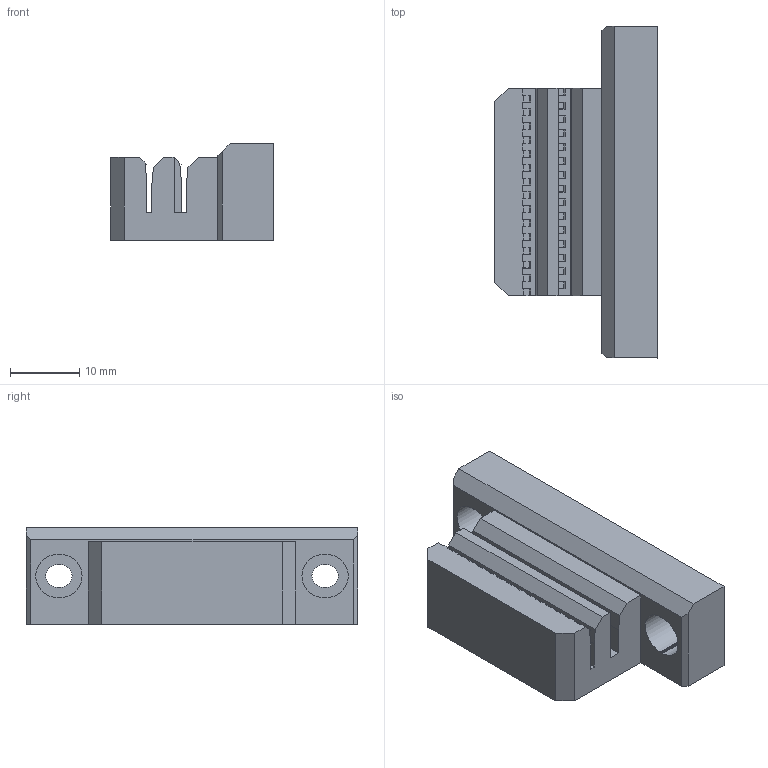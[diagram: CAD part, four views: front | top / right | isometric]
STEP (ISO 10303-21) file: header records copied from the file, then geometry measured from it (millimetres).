
FILE_DESCRIPTION (( 'STEP AP214' ), '1' );
FILE_NAME ('y-belt-holder(R2).STEP', '2018-02-12T21:11:08', ( '' ), ( '' ), 'SwSTEP 2.0', 'SolidWorks 2017', '' );
FILE_SCHEMA (( 'AUTOMOTIVE_DESIGN' ));
Length unit declared in the file: millimetre
Products named in the file (1): y-belt-holder(R2)
Bounding box: 23.5 x 48 x 14 mm (x, y, z)
Volume: 9633.2 mm3; surface area: 5104.6 mm2
Topology: 31 solids, 31 shells, 351 faces, 912 edges, 628 vertices
Faces by surface type: plane 299, cylinder 36, bspline 16
Entity records: 11870 total; most frequent: CARTESIAN_POINT 3024, ORIENTED_EDGE 1824, DIRECTION 1564, EDGE_CURVE 912, LINE 748, VECTOR 748, VERTEX_POINT 628, AXIS2_PLACEMENT_3D 408
